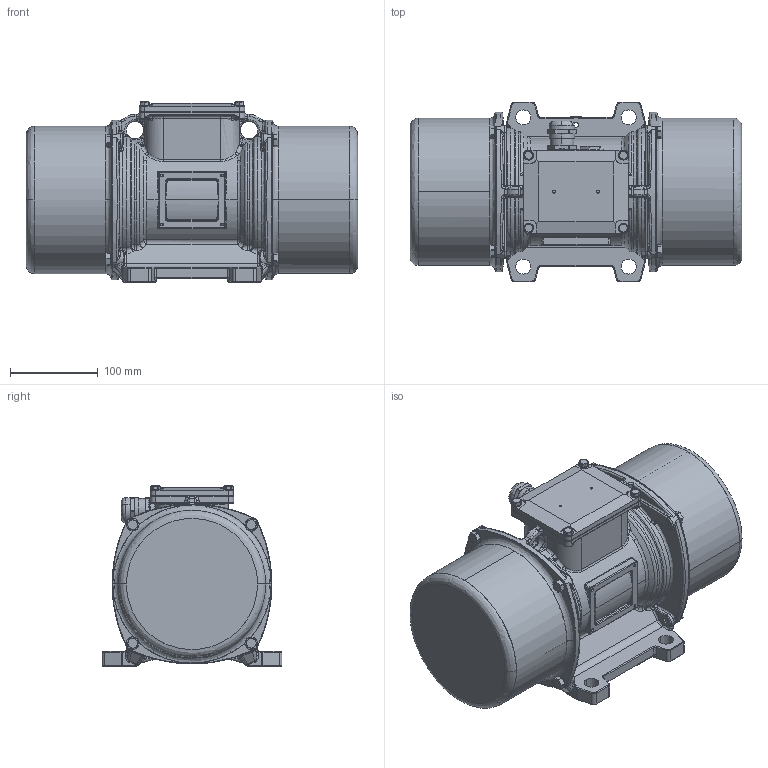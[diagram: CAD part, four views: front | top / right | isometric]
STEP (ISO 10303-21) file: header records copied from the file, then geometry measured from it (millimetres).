
FILE_DESCRIPTION (( 'STEP AP214' ), '1' );
FILE_NAME ('NES 16320 #03043000.STEP', '2013-04-09T12:35:03', ( 'netter' ), ( '' ), 'SwSTEP 2.0', 'SolidWorks 2010', '' );
FILE_SCHEMA (( 'AUTOMOTIVE_DESIGN' ));
Products named in the file (1): NES 16320 #03043000
Bounding box: 378 x 205 x 205.2 mm (x, y, z)
Volume: 2636422.5 mm3; surface area: 676551.8 mm2
Topology: 8 solids, 8 shells, 4055 faces, 10512 edges, 6479 vertices
Faces by surface type: plane 1849, bspline 1475, cylinder 731
Entity records: 242668 total; most frequent: CARTESIAN_POINT 158984, ORIENTED_EDGE 20820, DIRECTION 11188, EDGE_CURVE 10410, VERTEX_POINT 6479, B_SPLINE_CURVE_WITH_KNOTS 5013, LINE 4724, VECTOR 4724
